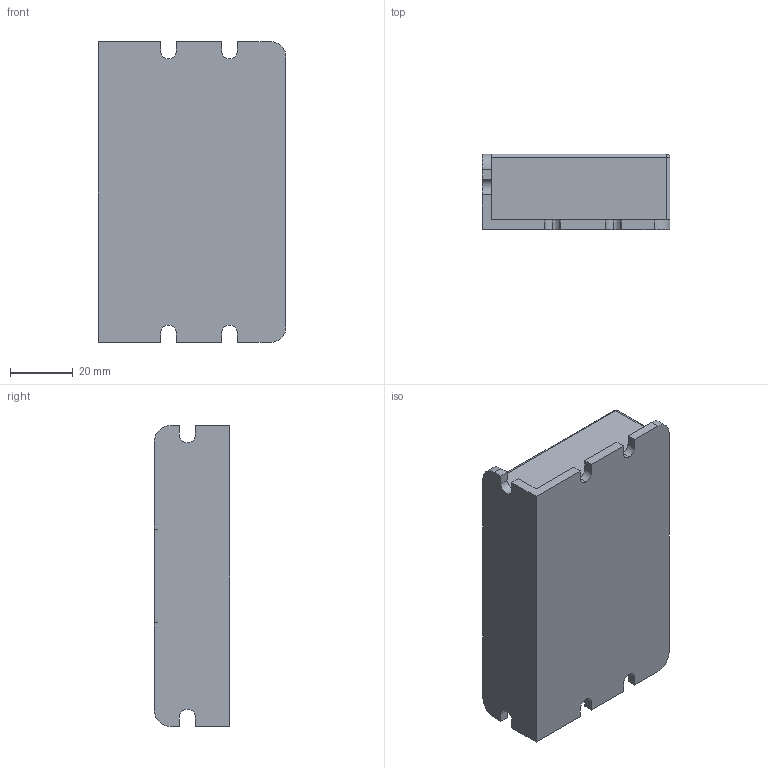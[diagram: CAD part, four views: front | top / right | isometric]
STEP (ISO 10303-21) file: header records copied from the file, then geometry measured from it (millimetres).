
FILE_DESCRIPTION (( 'STEP AP214' ), '1' );
FILE_NAME ('Me 2H Microstep Driver V1.0.step', '2016-10-28T06:58:03', ( 'dell' ), ( '' ), 'SwSTEP 2.0', 'SolidWorks 2013', '' );
FILE_SCHEMA (( 'AUTOMOTIVE_DESIGN' ));
Length unit declared in the file: millimetre
Products named in the file (1): Me 2H Microstep Driver V1.0
Bounding box: 60 x 24 x 96 mm (x, y, z)
Volume: 118259.9 mm3; surface area: 24025.2 mm2
Topology: 1 solids, 1 shells, 224 faces, 588 edges, 388 vertices
Faces by surface type: plane 184, cylinder 38, sphere 2
Entity records: 8398 total; most frequent: CARTESIAN_POINT 1199, ORIENTED_EDGE 1172, DIRECTION 1112, EDGE_CURVE 586, VECTOR 510, LINE 510, VERTEX_POINT 388, AXIS2_PLACEMENT_3D 301
